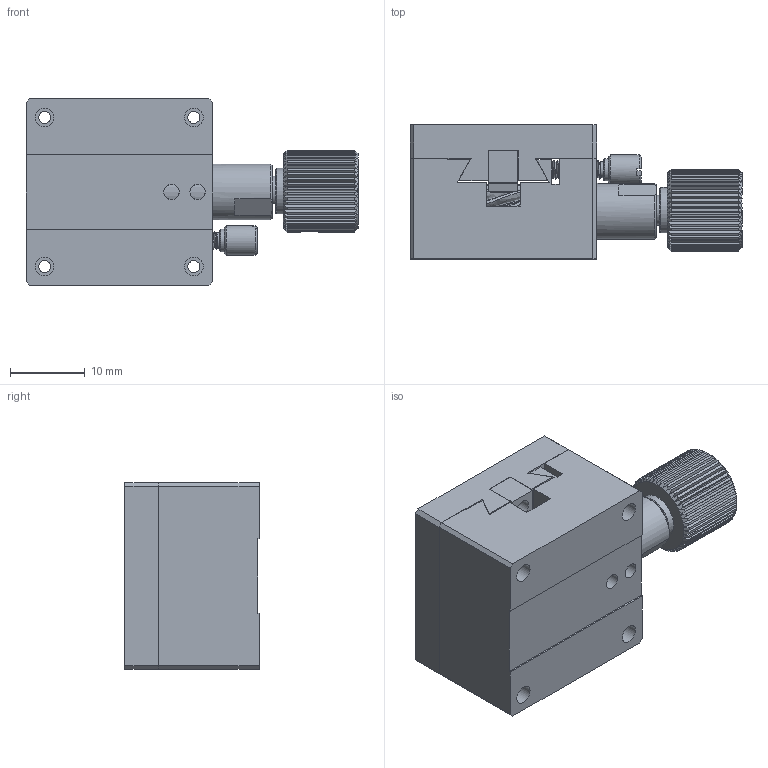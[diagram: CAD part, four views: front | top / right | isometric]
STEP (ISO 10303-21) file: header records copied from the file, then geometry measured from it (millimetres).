
FILE_DESCRIPTION (( 'STEP AP214' ), '1' );
FILE_NAME ('528745.STEP', '2024-10-14T09:47:27', ( 'Windows User' ), ( 'P R C' ), 'SwSTEP 2.0', 'SolidWorks 2020', '' );
FILE_SCHEMA (( 'AUTOMOTIVE_DESIGN' ));
Length unit declared in the file: millimetre
Products named in the file (1): 528745
Bounding box: 44.5 x 18 x 25 mm (x, y, z)
Volume: 11349.3 mm3; surface area: 9228.6 mm2
Topology: 8 solids, 8 shells, 497 faces, 1217 edges, 745 vertices
Faces by surface type: plane 243, cone 115, cylinder 104, bspline 35
Full cylindrical faces by diameter (mm): 1.6 x8, 2.05 x5, 2.1 x1, 2.3 x2, 2.5 x5, 3 x1, 4 x7, 4.5 x3, 5.3 x1, 6.094 x1, 6.5 x1, 7 x1, 7.1 x1, 7.5 x1
Entity records: 99914 total; most frequent: CARTESIAN_POINT 89117, ORIENTED_EDGE 2292, DIRECTION 2035, EDGE_CURVE 1146, AXIS2_PLACEMENT_3D 781, VERTEX_POINT 724, EDGE_LOOP 600, FACE_OUTER_BOUND 534
